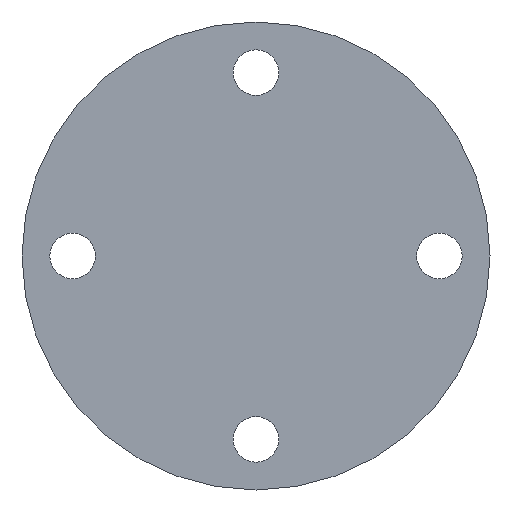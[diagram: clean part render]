
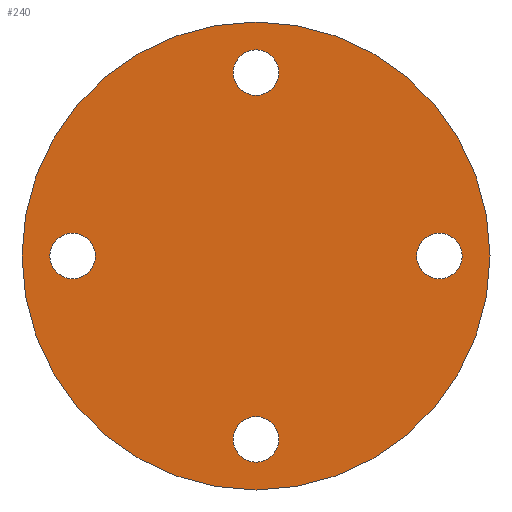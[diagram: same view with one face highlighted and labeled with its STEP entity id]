
A CAD part, front view. The second image highlights one B-rep face of the part: STEP entity #240.
In plain terms, the highlighted planar face has unit normal (0, -1, 0).
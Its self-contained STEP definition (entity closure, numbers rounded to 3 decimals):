
#10 = VERTEX_POINT ( 'NONE', #253 ) ;
#16 = DIRECTION ( 'NONE',  ( 0., 0., 1. ) ) ;
#30 = EDGE_CURVE ( 'NONE', #322, #10, #364, .T. ) ;
#31 = CARTESIAN_POINT ( 'NONE',  ( 0., 0., 0. ) ) ;
#40 = DIRECTION ( 'NONE',  ( 0., 0., 1. ) ) ;
#52 = ORIENTED_EDGE ( 'NONE', *, *, #399, .F. ) ;
#54 = CIRCLE ( 'NONE', #114, 9. ) ;
#60 = ORIENTED_EDGE ( 'NONE', *, *, #614, .T. ) ;
#66 = DIRECTION ( 'NONE',  ( 0., 1., 0. ) ) ;
#67 = DIRECTION ( 'NONE',  ( 0., 1., 0. ) ) ;
#81 = ORIENTED_EDGE ( 'NONE', *, *, #499, .T. ) ;
#82 = AXIS2_PLACEMENT_3D ( 'NONE', #210, #66, #158 ) ;
#102 = CIRCLE ( 'NONE', #238, 9. ) ;
#107 = DIRECTION ( 'NONE',  ( 0., 1., 0. ) ) ;
#109 = VERTEX_POINT ( 'NONE', #216 ) ;
#114 = AXIS2_PLACEMENT_3D ( 'NONE', #571, #479, #367 ) ;
#122 = EDGE_CURVE ( 'NONE', #285, #295, #315, .T. ) ;
#140 = EDGE_CURVE ( 'NONE', #168, #109, #573, .T. ) ;
#144 = VERTEX_POINT ( 'NONE', #551 ) ;
#154 = AXIS2_PLACEMENT_3D ( 'NONE', #359, #503, #556 ) ;
#158 = DIRECTION ( 'NONE',  ( 0., 0., 1. ) ) ;
#165 = CIRCLE ( 'NONE', #326, 9. ) ;
#166 = CARTESIAN_POINT ( 'NONE',  ( -72.5, 0., -9. ) ) ;
#168 = VERTEX_POINT ( 'NONE', #166 ) ;
#178 = DIRECTION ( 'NONE',  ( 0., 1., 0. ) ) ;
#179 = EDGE_LOOP ( 'NONE', ( #354, #60 ) ) ;
#185 = FACE_OUTER_BOUND ( 'NONE', #467, .T. ) ;
#210 = CARTESIAN_POINT ( 'NONE',  ( 0., 0., -72.5 ) ) ;
#214 = AXIS2_PLACEMENT_3D ( 'NONE', #260, #107, #506 ) ;
#216 = CARTESIAN_POINT ( 'NONE',  ( -72.5, 0., 9. ) ) ;
#217 = CARTESIAN_POINT ( 'NONE',  ( 0., 0., -72.5 ) ) ;
#225 = CIRCLE ( 'NONE', #468, 92.5 ) ;
#226 = ORIENTED_EDGE ( 'NONE', *, *, #308, .F. ) ;
#229 = CARTESIAN_POINT ( 'NONE',  ( 0., 0., -92.5 ) ) ;
#231 = FACE_BOUND ( 'NONE', #236, .T. ) ;
#236 = EDGE_LOOP ( 'NONE', ( #243, #589 ) ) ;
#238 = AXIS2_PLACEMENT_3D ( 'NONE', #351, #446, #16 ) ;
#240 = ADVANCED_FACE ( 'NONE', ( #325, #372, #231, #471, #185 ), #271, .F. ) ;
#243 = ORIENTED_EDGE ( 'NONE', *, *, #550, .T. ) ;
#253 = CARTESIAN_POINT ( 'NONE',  ( 0., 0., 63.5 ) ) ;
#260 = CARTESIAN_POINT ( 'NONE',  ( -72.5, 0., 0. ) ) ;
#261 = DIRECTION ( 'NONE',  ( 0., 0., 1. ) ) ;
#267 = DIRECTION ( 'NONE',  ( 0., 0., 1. ) ) ;
#271 = PLANE ( 'NONE',  #457 ) ;
#272 = CARTESIAN_POINT ( 'NONE',  ( 0., 0., 72.5 ) ) ;
#278 = DIRECTION ( 'NONE',  ( 0., 1., 0. ) ) ;
#285 = VERTEX_POINT ( 'NONE', #366 ) ;
#295 = VERTEX_POINT ( 'NONE', #478 ) ;
#305 = CIRCLE ( 'NONE', #316, 92.5 ) ;
#308 = EDGE_CURVE ( 'NONE', #631, #546, #225, .T. ) ;
#313 = CARTESIAN_POINT ( 'NONE',  ( 0., 0., 0. ) ) ;
#315 = CIRCLE ( 'NONE', #82, 9. ) ;
#316 = AXIS2_PLACEMENT_3D ( 'NONE', #313, #67, #261 ) ;
#322 = VERTEX_POINT ( 'NONE', #630 ) ;
#325 = FACE_BOUND ( 'NONE', #334, .T. ) ;
#326 = AXIS2_PLACEMENT_3D ( 'NONE', #380, #278, #464 ) ;
#331 = VERTEX_POINT ( 'NONE', #481 ) ;
#334 = EDGE_LOOP ( 'NONE', ( #361, #385 ) ) ;
#351 = CARTESIAN_POINT ( 'NONE',  ( 72.5, 0., 0. ) ) ;
#354 = ORIENTED_EDGE ( 'NONE', *, *, #30, .T. ) ;
#356 = CIRCLE ( 'NONE', #395, 9. ) ;
#359 = CARTESIAN_POINT ( 'NONE',  ( 0., 0., 72.5 ) ) ;
#361 = ORIENTED_EDGE ( 'NONE', *, *, #579, .T. ) ;
#364 = CIRCLE ( 'NONE', #154, 9. ) ;
#366 = CARTESIAN_POINT ( 'NONE',  ( 0., 0., -63.5 ) ) ;
#367 = DIRECTION ( 'NONE',  ( 0., 0., 1. ) ) ;
#372 = FACE_BOUND ( 'NONE', #179, .T. ) ;
#380 = CARTESIAN_POINT ( 'NONE',  ( 72.5, 0., 0. ) ) ;
#385 = ORIENTED_EDGE ( 'NONE', *, *, #429, .T. ) ;
#395 = AXIS2_PLACEMENT_3D ( 'NONE', #217, #603, #267 ) ;
#399 = EDGE_CURVE ( 'NONE', #546, #631, #305, .T. ) ;
#419 = DIRECTION ( 'NONE',  ( 0., 0., 1. ) ) ;
#424 = ORIENTED_EDGE ( 'NONE', *, *, #122, .T. ) ;
#429 = EDGE_CURVE ( 'NONE', #144, #331, #102, .T. ) ;
#439 = AXIS2_PLACEMENT_3D ( 'NONE', #272, #178, #473 ) ;
#446 = DIRECTION ( 'NONE',  ( 0., 1., 0. ) ) ;
#457 = AXIS2_PLACEMENT_3D ( 'NONE', #31, #517, #419 ) ;
#464 = DIRECTION ( 'NONE',  ( 0., 0., 1. ) ) ;
#466 = CARTESIAN_POINT ( 'NONE',  ( 0., 0., 92.5 ) ) ;
#467 = EDGE_LOOP ( 'NONE', ( #226, #52 ) ) ;
#468 = AXIS2_PLACEMENT_3D ( 'NONE', #475, #575, #40 ) ;
#471 = FACE_BOUND ( 'NONE', #485, .T. ) ;
#473 = DIRECTION ( 'NONE',  ( 0., 0., 1. ) ) ;
#475 = CARTESIAN_POINT ( 'NONE',  ( 0., 0., 0. ) ) ;
#478 = CARTESIAN_POINT ( 'NONE',  ( 0., 0., -81.5 ) ) ;
#479 = DIRECTION ( 'NONE',  ( 0., 1., 0. ) ) ;
#481 = CARTESIAN_POINT ( 'NONE',  ( 72.5, 0., 9. ) ) ;
#485 = EDGE_LOOP ( 'NONE', ( #424, #81 ) ) ;
#499 = EDGE_CURVE ( 'NONE', #295, #285, #356, .T. ) ;
#503 = DIRECTION ( 'NONE',  ( 0., 1., 0. ) ) ;
#506 = DIRECTION ( 'NONE',  ( 0., 0., 1. ) ) ;
#517 = DIRECTION ( 'NONE',  ( 0., 1., 0. ) ) ;
#546 = VERTEX_POINT ( 'NONE', #466 ) ;
#550 = EDGE_CURVE ( 'NONE', #109, #168, #54, .T. ) ;
#551 = CARTESIAN_POINT ( 'NONE',  ( 72.5, 0., -9. ) ) ;
#556 = DIRECTION ( 'NONE',  ( 0., 0., 1. ) ) ;
#571 = CARTESIAN_POINT ( 'NONE',  ( -72.5, 0., 0. ) ) ;
#573 = CIRCLE ( 'NONE', #214, 9. ) ;
#575 = DIRECTION ( 'NONE',  ( 0., 1., 0. ) ) ;
#579 = EDGE_CURVE ( 'NONE', #331, #144, #165, .T. ) ;
#589 = ORIENTED_EDGE ( 'NONE', *, *, #140, .T. ) ;
#603 = DIRECTION ( 'NONE',  ( 0., 1., 0. ) ) ;
#614 = EDGE_CURVE ( 'NONE', #10, #322, #617, .T. ) ;
#617 = CIRCLE ( 'NONE', #439, 9. ) ;
#630 = CARTESIAN_POINT ( 'NONE',  ( 0., 0., 81.5 ) ) ;
#631 = VERTEX_POINT ( 'NONE', #229 ) ;
